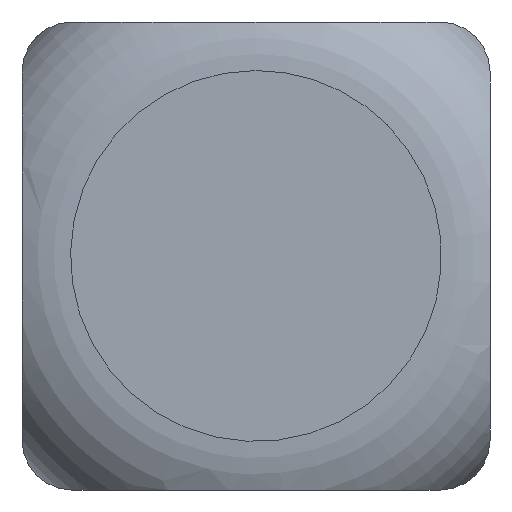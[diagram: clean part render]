
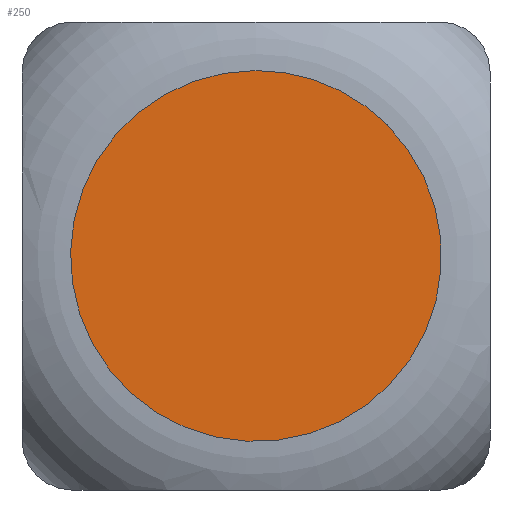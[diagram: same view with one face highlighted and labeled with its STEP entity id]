
A CAD part, front view. The second image highlights one B-rep face of the part: STEP entity #250.
In plain terms, the highlighted planar face has unit normal (0, -1, 0).
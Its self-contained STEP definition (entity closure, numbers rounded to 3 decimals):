
#35=PLANE('',#285);
#42=FACE_OUTER_BOUND('',#54,.T.);
#54=EDGE_LOOP('',(#184,#185));
#66=CIRCLE('',#283,1.486);
#67=CIRCLE('',#284,1.486);
#101=VERTEX_POINT('',#375);
#102=VERTEX_POINT('',#377);
#131=EDGE_CURVE('',#102,#101,#66,.T.);
#132=EDGE_CURVE('',#101,#102,#67,.T.);
#184=ORIENTED_EDGE('',*,*,#131,.T.);
#185=ORIENTED_EDGE('',*,*,#132,.T.);
#250=ADVANCED_FACE('',(#42),#35,.F.);
#283=AXIS2_PLACEMENT_3D('',#378,#305,#306);
#284=AXIS2_PLACEMENT_3D('',#379,#307,#308);
#285=AXIS2_PLACEMENT_3D('',#487,#309,#310);
#305=DIRECTION('center_axis',(0.,-1.,0.));
#306=DIRECTION('ref_axis',(0.,0.,-1.));
#307=DIRECTION('center_axis',(0.,-1.,0.));
#308=DIRECTION('ref_axis',(0.,0.,-1.));
#309=DIRECTION('center_axis',(0.,1.,0.));
#310=DIRECTION('ref_axis',(0.,0.,1.));
#375=CARTESIAN_POINT('',(0.,-60.,1.486));
#377=CARTESIAN_POINT('',(1.051,-60.,1.051));
#378=CARTESIAN_POINT('Origin',(0.,-60.,0.));
#379=CARTESIAN_POINT('Origin',(0.,-60.,0.));
#487=CARTESIAN_POINT('Origin',(0.,-60.,0.));
